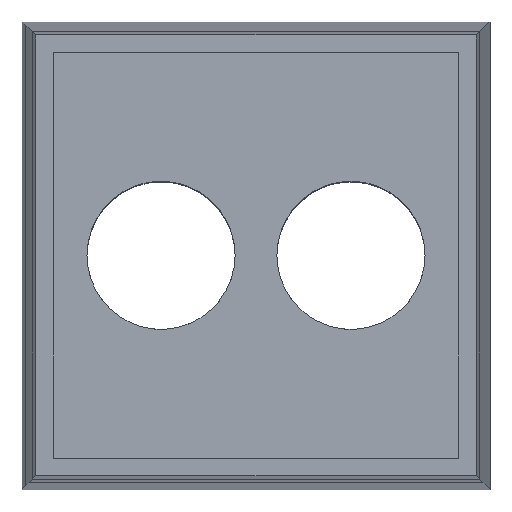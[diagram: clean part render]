
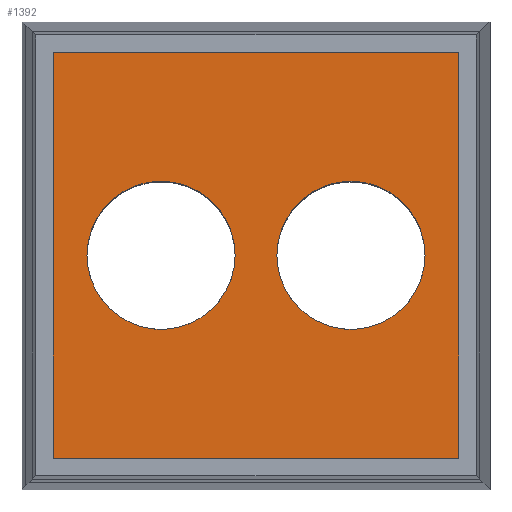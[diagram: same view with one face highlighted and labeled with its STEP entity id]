
A CAD part, top view. The second image highlights one B-rep face of the part: STEP entity #1392.
In plain terms, the highlighted planar face has unit normal (0, 0, 1).
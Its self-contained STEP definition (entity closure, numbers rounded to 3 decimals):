
#1279=AXIS2_PLACEMENT_3D('Circle Axis2P3D',#1277,#1278,$) ;
#1333=AXIS2_PLACEMENT_3D('Circle Axis2P3D',#1331,#1332,$) ;
#1376=AXIS2_PLACEMENT_3D('Plane Axis2P3D',#1373,#1374,#1375) ;
#1178=CARTESIAN_POINT('Vertex',(1.307,18.407,17.7)) ;
#1181=CARTESIAN_POINT('Line Origine',(9.857,18.407,17.7)) ;
#1185=CARTESIAN_POINT('Vertex',(18.407,18.407,17.7)) ;
#1209=CARTESIAN_POINT('Vertex',(1.307,1.307,17.7)) ;
#1212=CARTESIAN_POINT('Line Origine',(1.307,9.857,17.7)) ;
#1233=CARTESIAN_POINT('Vertex',(18.407,1.307,17.7)) ;
#1236=CARTESIAN_POINT('Line Origine',(9.857,1.307,17.7)) ;
#1253=CARTESIAN_POINT('Line Origine',(18.407,9.857,17.7)) ;
#1274=CARTESIAN_POINT('Vertex',(16.977,9.857,17.7)) ;
#1277=CARTESIAN_POINT('Axis2P3D Location',(13.857,9.857,17.7)) ;
#1281=CARTESIAN_POINT('Vertex',(10.737,9.857,17.7)) ;
#1302=CARTESIAN_POINT('Control Point',(16.977,9.857,17.7)) ;
#1303=CARTESIAN_POINT('Control Point',(16.977,8.877,17.7)) ;
#1304=CARTESIAN_POINT('Control Point',(16.592,7.897,17.7)) ;
#1305=CARTESIAN_POINT('Control Point',(15.817,7.122,17.7)) ;
#1306=CARTESIAN_POINT('Control Point',(13.857,6.352,17.7)) ;
#1307=CARTESIAN_POINT('Control Point',(11.897,7.122,17.7)) ;
#1308=CARTESIAN_POINT('Control Point',(11.122,7.897,17.7)) ;
#1309=CARTESIAN_POINT('Control Point',(10.737,8.877,17.7)) ;
#1310=CARTESIAN_POINT('Control Point',(10.737,9.857,17.7)) ;
#1328=CARTESIAN_POINT('Vertex',(8.977,9.857,17.7)) ;
#1331=CARTESIAN_POINT('Axis2P3D Location',(5.857,9.857,17.7)) ;
#1335=CARTESIAN_POINT('Vertex',(2.737,9.857,17.7)) ;
#1356=CARTESIAN_POINT('Control Point',(8.977,9.857,17.7)) ;
#1357=CARTESIAN_POINT('Control Point',(8.977,8.877,17.7)) ;
#1358=CARTESIAN_POINT('Control Point',(8.592,7.897,17.7)) ;
#1359=CARTESIAN_POINT('Control Point',(7.817,7.122,17.7)) ;
#1360=CARTESIAN_POINT('Control Point',(5.857,6.352,17.7)) ;
#1361=CARTESIAN_POINT('Control Point',(3.897,7.122,17.7)) ;
#1362=CARTESIAN_POINT('Control Point',(3.122,7.897,17.7)) ;
#1363=CARTESIAN_POINT('Control Point',(2.737,8.877,17.7)) ;
#1364=CARTESIAN_POINT('Control Point',(2.737,9.857,17.7)) ;
#1373=CARTESIAN_POINT('Axis2P3D Location',(18.607,20.857,17.7)) ;
#1182=DIRECTION('Vector Direction',(-1.,0.,0.)) ;
#1213=DIRECTION('Vector Direction',(0.,-1.,0.)) ;
#1237=DIRECTION('Vector Direction',(-1.,0.,0.)) ;
#1254=DIRECTION('Vector Direction',(0.,-1.,0.)) ;
#1278=DIRECTION('Axis2P3D Direction',(0.,0.,-1.)) ;
#1332=DIRECTION('Axis2P3D Direction',(0.,0.,-1.)) ;
#1374=DIRECTION('Axis2P3D Direction',(0.,0.,1.)) ;
#1375=DIRECTION('Axis2P3D XDirection',(-1.,0.,0.)) ;
#1183=VECTOR('Line Direction',#1182,1.) ;
#1214=VECTOR('Line Direction',#1213,1.) ;
#1238=VECTOR('Line Direction',#1237,1.) ;
#1255=VECTOR('Line Direction',#1254,1.) ;
#1379=ORIENTED_EDGE('',*,*,#1187,.T.) ;
#1380=ORIENTED_EDGE('',*,*,#1216,.T.) ;
#1381=ORIENTED_EDGE('',*,*,#1240,.F.) ;
#1382=ORIENTED_EDGE('',*,*,#1257,.F.) ;
#1385=ORIENTED_EDGE('',*,*,#1283,.T.) ;
#1386=ORIENTED_EDGE('',*,*,#1311,.T.) ;
#1389=ORIENTED_EDGE('',*,*,#1337,.T.) ;
#1390=ORIENTED_EDGE('',*,*,#1365,.T.) ;
#1387=FACE_BOUND('',#1384,.T.) ;
#1391=FACE_BOUND('',#1388,.T.) ;
#1392=ADVANCED_FACE('MANIFOLD_SOLID_BREP #101',(#1383,#1387,#1391),#1377,.T.) ;
#1301=B_SPLINE_CURVE_WITH_KNOTS('',5,(#1302,#1303,#1304,#1305,#1306,#1307,#1308,#1309,#1310),.UNSPECIFIED.,.F.,.U.,(6,3,6),(-4.901,0.,4.901),.UNSPECIFIED.) ;
#1355=B_SPLINE_CURVE_WITH_KNOTS('',5,(#1356,#1357,#1358,#1359,#1360,#1361,#1362,#1363,#1364),.UNSPECIFIED.,.F.,.U.,(6,3,6),(-4.901,0.,4.901),.UNSPECIFIED.) ;
#1280=CIRCLE('generated circle',#1279,3.12) ;
#1334=CIRCLE('generated circle',#1333,3.12) ;
#1187=EDGE_CURVE('',#1186,#1179,#1184,.T.) ;
#1216=EDGE_CURVE('',#1179,#1210,#1215,.T.) ;
#1240=EDGE_CURVE('',#1234,#1210,#1239,.T.) ;
#1257=EDGE_CURVE('',#1186,#1234,#1256,.T.) ;
#1283=EDGE_CURVE('',#1282,#1275,#1280,.T.) ;
#1311=EDGE_CURVE('',#1275,#1282,#1301,.T.) ;
#1337=EDGE_CURVE('',#1336,#1329,#1334,.T.) ;
#1365=EDGE_CURVE('',#1329,#1336,#1355,.T.) ;
#1378=EDGE_LOOP('',(#1379,#1380,#1381,#1382)) ;
#1384=EDGE_LOOP('',(#1385,#1386)) ;
#1388=EDGE_LOOP('',(#1389,#1390)) ;
#1383=FACE_OUTER_BOUND('',#1378,.T.) ;
#1184=LINE('Line',#1181,#1183) ;
#1215=LINE('Line',#1212,#1214) ;
#1239=LINE('Line',#1236,#1238) ;
#1256=LINE('Line',#1253,#1255) ;
#1377=PLANE('',#1376) ;
#1179=VERTEX_POINT('',#1178) ;
#1186=VERTEX_POINT('',#1185) ;
#1210=VERTEX_POINT('',#1209) ;
#1234=VERTEX_POINT('',#1233) ;
#1275=VERTEX_POINT('',#1274) ;
#1282=VERTEX_POINT('',#1281) ;
#1329=VERTEX_POINT('',#1328) ;
#1336=VERTEX_POINT('',#1335) ;
